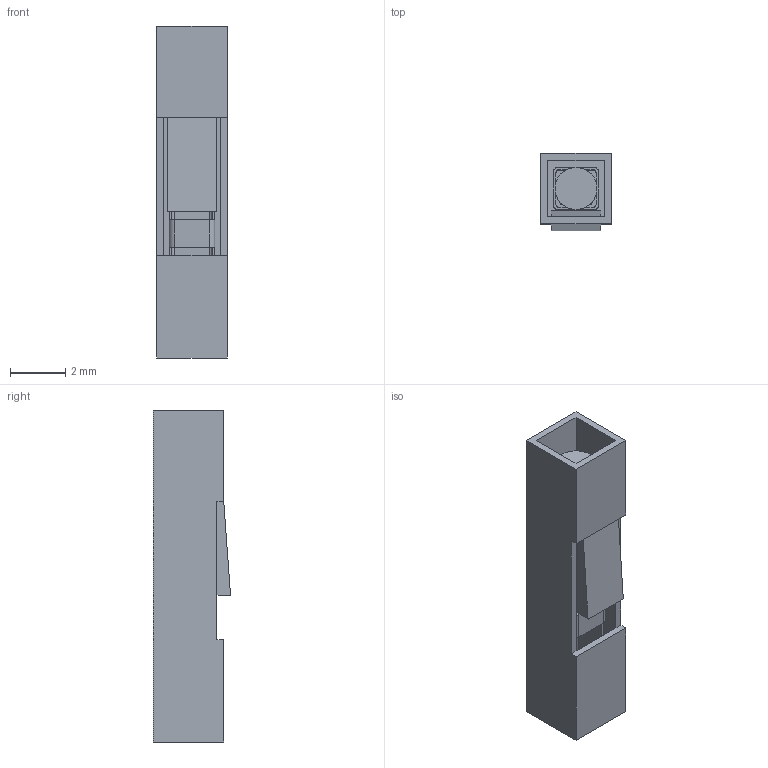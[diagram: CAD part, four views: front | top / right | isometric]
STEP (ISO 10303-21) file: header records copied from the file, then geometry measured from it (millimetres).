
FILE_DESCRIPTION (( 'STEP AP214' ), '1' );
FILE_NAME ('DS1071-1x1.STEP', '2019-05-31T22:18:37', ( 'VR' ), ( '' ), 'SwSTEP 2.0', 'SolidWorks 2016', '' );
FILE_SCHEMA (( 'AUTOMOTIVE_DESIGN' ));
Length unit declared in the file: millimetre
Products named in the file (1): DS1071-1x1
Bounding box: 2.54 x 2.79 x 12 mm (x, y, z)
Volume: 36.8 mm3; surface area: 314.7 mm2
Topology: 2 solids, 2 shells, 76 faces, 226 edges, 144 vertices
Faces by surface type: plane 58, cylinder 18
Entity records: 3427 total; most frequent: ORIENTED_EDGE 452, CARTESIAN_POINT 447, DIRECTION 426, EDGE_CURVE 226, VECTOR 180, LINE 180, VERTEX_POINT 144, AXIS2_PLACEMENT_3D 123
